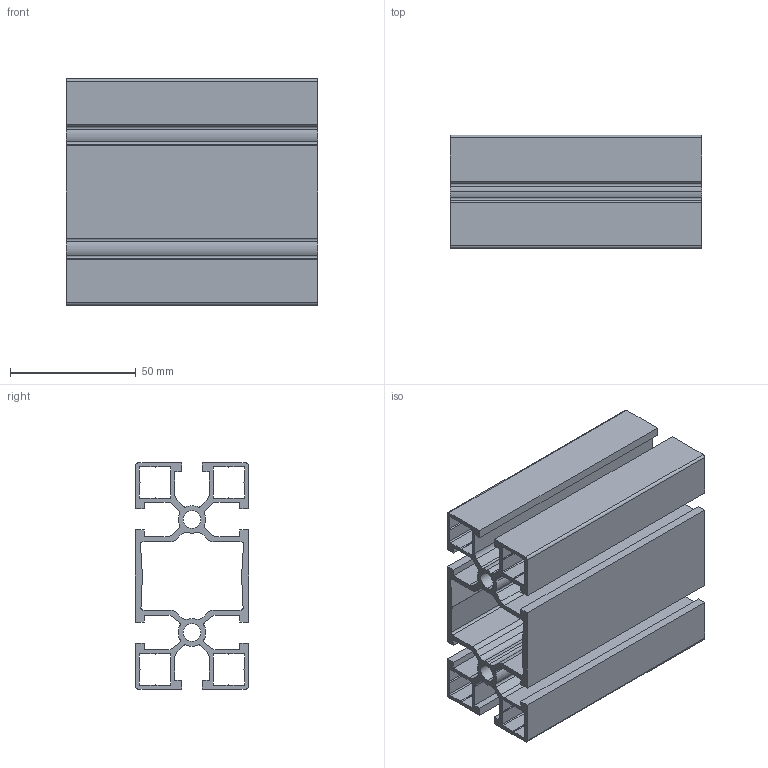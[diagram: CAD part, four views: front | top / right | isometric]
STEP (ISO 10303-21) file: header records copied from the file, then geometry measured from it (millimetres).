
FILE_DESCRIPTION (( 'STEP AP203' ), '1' );
FILE_NAME ('084.101.029.STEP', '2013-01-21T09:45:13', ( '' ), ( '' ), 'SwSTEP 2.0', 'SolidWorks 2011', '' );
FILE_SCHEMA (( 'CONFIG_CONTROL_DESIGN' ));
Length unit declared in the file: millimetre
Products named in the file (1): 084.101.029
Bounding box: 100 x 45 x 90 mm (x, y, z)
Volume: 92246.3 mm3; surface area: 92465.4 mm2
Topology: 1 solids, 1 shells, 212 faces, 630 edges, 420 vertices
Faces by surface type: plane 136, cylinder 76
Entity records: 7211 total; most frequent: CARTESIAN_POINT 1263, ORIENTED_EDGE 1260, DIRECTION 1208, EDGE_CURVE 630, LINE 478, VECTOR 478, VERTEX_POINT 420, AXIS2_PLACEMENT_3D 365
